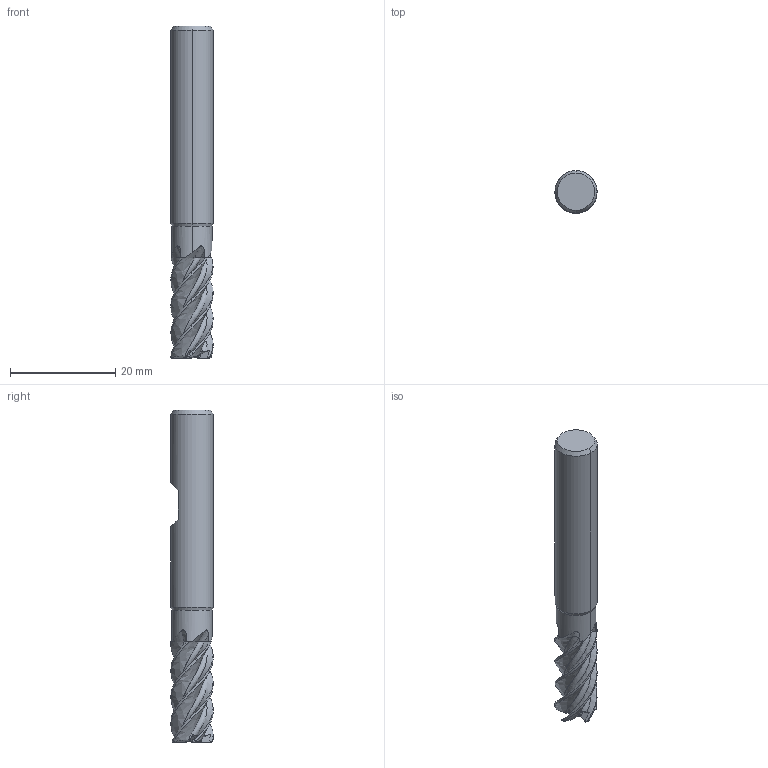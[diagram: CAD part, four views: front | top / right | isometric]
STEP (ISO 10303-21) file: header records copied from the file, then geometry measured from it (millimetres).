
FILE_DESCRIPTION(('no description'),'unknown implementation level');
FILE_NAME('EXPK1-M02-0224-8-Detail.stp',' ',('CIMSOURCE GmbH'),('CADClick - KiM GmbH - www.kimweb.de'),'unknown preprocess','ACIS','unknown authorization');
FILE_SCHEMA(('automotive_design'));
Length unit declared in the file: millimetre
Products named in the file (2): NOCUT; CUT
Bounding box: 8 x 8 x 63 mm (x, y, z)
Volume: 2645.6 mm3; surface area: 2281.2 mm2
Topology: 2 solids, 2 shells, 156 faces, 447 edges, 293 vertices
Faces by surface type: plane 65, bspline 40, cone 21, revolution 15, cylinder 10, torus 5
Entity records: 25157 total; most frequent: CARTESIAN_POINT 16501, STYLED_ITEM 898, PRESENTATION_STYLE_ASSIGNMENT 898, COLOUR_RGB 898, ORIENTED_EDGE 894, DIRECTION 593, EDGE_CURVE 447, CURVE_STYLE 447
